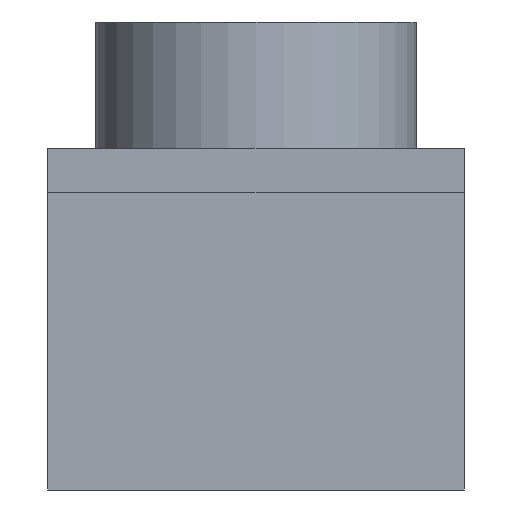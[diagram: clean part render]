
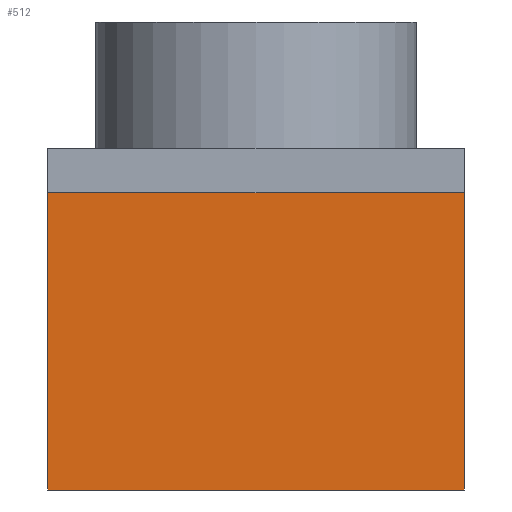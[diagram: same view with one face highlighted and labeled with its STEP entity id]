
A CAD part, left-side view. The second image highlights one B-rep face of the part: STEP entity #512.
In plain terms, the highlighted planar face has unit normal (-1, 0, 0).
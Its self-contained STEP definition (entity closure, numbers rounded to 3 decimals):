
#45=PLANE('',#573);
#70=FACE_OUTER_BOUND('',#107,.T.);
#107=EDGE_LOOP('',(#402,#403,#404,#405));
#148=LINE('',#862,#186);
#149=LINE('',#864,#187);
#150=LINE('',#866,#188);
#151=LINE('',#867,#189);
#186=VECTOR('',#677,10.);
#187=VECTOR('',#678,10.);
#188=VECTOR('',#679,10.);
#189=VECTOR('',#680,10.);
#261=VERTEX_POINT('',#860);
#262=VERTEX_POINT('',#861);
#263=VERTEX_POINT('',#863);
#264=VERTEX_POINT('',#865);
#314=EDGE_CURVE('',#261,#262,#148,.T.);
#315=EDGE_CURVE('',#261,#263,#149,.T.);
#316=EDGE_CURVE('',#264,#263,#150,.T.);
#317=EDGE_CURVE('',#262,#264,#151,.T.);
#402=ORIENTED_EDGE('',*,*,#314,.F.);
#403=ORIENTED_EDGE('',*,*,#315,.T.);
#404=ORIENTED_EDGE('',*,*,#316,.F.);
#405=ORIENTED_EDGE('',*,*,#317,.F.);
#512=ADVANCED_FACE('',(#70),#45,.T.);
#573=AXIS2_PLACEMENT_3D('',#859,#675,#676);
#675=DIRECTION('center_axis',(-1.,0.,0.));
#676=DIRECTION('ref_axis',(0.,1.,0.));
#677=DIRECTION('',(0.,-1.,0.));
#678=DIRECTION('',(0.,0.,-1.));
#679=DIRECTION('',(0.,1.,0.));
#680=DIRECTION('',(0.,0.,-1.));
#859=CARTESIAN_POINT('Origin',(-6.,-14.,0.));
#860=CARTESIAN_POINT('',(-6.,14.,-3.));
#861=CARTESIAN_POINT('',(-6.,-14.,-3.));
#862=CARTESIAN_POINT('',(-6.,-7.,-3.));
#863=CARTESIAN_POINT('',(-6.,14.,-23.));
#864=CARTESIAN_POINT('',(-6.,14.,0.));
#865=CARTESIAN_POINT('',(-6.,-14.,-23.));
#866=CARTESIAN_POINT('',(-6.,14.,-23.));
#867=CARTESIAN_POINT('',(-6.,-14.,0.));
